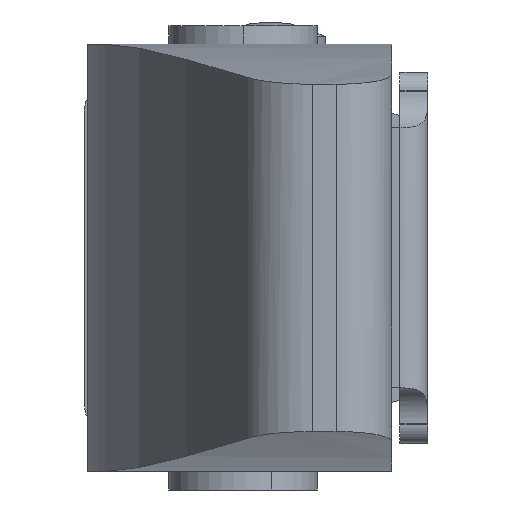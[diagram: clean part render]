
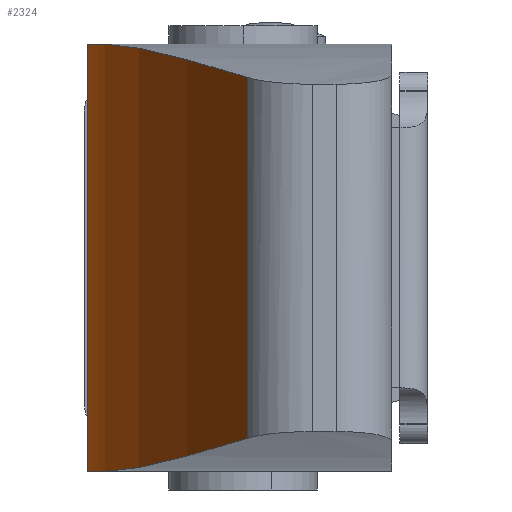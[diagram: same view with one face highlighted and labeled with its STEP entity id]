
A CAD part, left-side view. The second image highlights one B-rep face of the part: STEP entity #2324.
In plain terms, the highlighted cylindrical face has radius 75 mm (diameter 150 mm), a partial arc.
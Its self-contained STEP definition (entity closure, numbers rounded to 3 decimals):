
#150 = LINE ( 'NONE', #6226, #1964 ) ;
#244 = DIRECTION ( 'NONE',  ( 0., 0., -1. ) ) ;
#246 = CIRCLE ( 'NONE', #7026, 75. ) ;
#411 = CARTESIAN_POINT ( 'NONE',  ( -1.584, 46.049, -10.279 ) ) ;
#477 = VERTEX_POINT ( 'NONE', #3680 ) ;
#479 = CARTESIAN_POINT ( 'NONE',  ( -7.418, 27.955, -11.5 ) ) ;
#513 = CARTESIAN_POINT ( 'NONE',  ( -3.124, 42.588, 10.724 ) ) ;
#880 = DIRECTION ( 'NONE',  ( 1., 0., 0. ) ) ;
#882 = DIRECTION ( 'NONE',  ( 0., 0., 1. ) ) ;
#947 = EDGE_LOOP ( 'NONE', ( #4938, #4871, #2894, #3205, #4908, #8250 ) ) ;
#1025 = EDGE_CURVE ( 'NONE', #1498, #477, #246, .T. ) ;
#1183 = CARTESIAN_POINT ( 'NONE',  ( -8.4, 21.2, 11.5 ) ) ;
#1249 = CARTESIAN_POINT ( 'NONE',  ( 0.223, 49.399, 11.5 ) ) ;
#1332 = B_SPLINE_CURVE_WITH_KNOTS ( 'NONE', 3,
 ( #9320, #411, #8719, #8770, #8624, #9508 ),
 .UNSPECIFIED., .F., .F.,
 ( 4, 2, 4 ),
 ( 0.002, 0.014, 0.025 ),
 .UNSPECIFIED. ) ;
#1498 = VERTEX_POINT ( 'NONE', #479 ) ;
#1725 = AXIS2_PLACEMENT_3D ( 'NONE', #8545, #1804, #880 ) ;
#1781 = CYLINDRICAL_SURFACE ( 'NONE', #3632, 75. ) ;
#1804 = DIRECTION ( 'NONE',  ( 0., 0., 1. ) ) ;
#1964 = VECTOR ( 'NONE', #244, 1000. ) ;
#2324 = ADVANCED_FACE ( 'NONE', ( #3974 ), #1781, .T. ) ;
#2465 = DIRECTION ( 'NONE',  ( 1., 0., 0. ) ) ;
#2694 = CARTESIAN_POINT ( 'NONE',  ( -1.584, 46.049, 10.279 ) ) ;
#2894 = ORIENTED_EDGE ( 'NONE', *, *, #8104, .T. ) ;
#2897 = VERTEX_POINT ( 'NONE', #5874 ) ;
#3205 = ORIENTED_EDGE ( 'NONE', *, *, #1025, .T. ) ;
#3632 = AXIS2_PLACEMENT_3D ( 'NONE', #7719, #6968, #7267 ) ;
#3680 = CARTESIAN_POINT ( 'NONE',  ( -8.4, 21.2, -11.5 ) ) ;
#3854 = CARTESIAN_POINT ( 'NONE',  ( 66.234, 13.796, -11.5 ) ) ;
#3974 = FACE_OUTER_BOUND ( 'NONE', #947, .T. ) ;
#4138 = CARTESIAN_POINT ( 'NONE',  ( -7.418, 27.955, 11.5 ) ) ;
#4871 = ORIENTED_EDGE ( 'NONE', *, *, #9213, .T. ) ;
#4908 = ORIENTED_EDGE ( 'NONE', *, *, #4919, .F. ) ;
#4919 = EDGE_CURVE ( 'NONE', #5011, #477, #150, .T. ) ;
#4927 = CARTESIAN_POINT ( 'NONE',  ( -6.686, 31.759, 11.5 ) ) ;
#4938 = ORIENTED_EDGE ( 'NONE', *, *, #7759, .T. ) ;
#5011 = VERTEX_POINT ( 'NONE', #1183 ) ;
#5305 = VERTEX_POINT ( 'NONE', #6788 ) ;
#5648 = LINE ( 'NONE', #1249, #9551 ) ;
#5712 = CARTESIAN_POINT ( 'NONE',  ( 0.223, 49.399, 9.719 ) ) ;
#5874 = CARTESIAN_POINT ( 'NONE',  ( -7.418, 27.955, 11.5 ) ) ;
#6095 = VERTEX_POINT ( 'NONE', #8737 ) ;
#6226 = CARTESIAN_POINT ( 'NONE',  ( -8.4, 21.2, 11.5 ) ) ;
#6788 = CARTESIAN_POINT ( 'NONE',  ( 0.223, 49.399, -9.719 ) ) ;
#6968 = DIRECTION ( 'NONE',  ( 0., 0., -1. ) ) ;
#7026 = AXIS2_PLACEMENT_3D ( 'NONE', #3854, #882, #2465 ) ;
#7267 = DIRECTION ( 'NONE',  ( -1., 0., 0. ) ) ;
#7563 = EDGE_CURVE ( 'NONE', #2897, #5011, #8377, .T. ) ;
#7719 = CARTESIAN_POINT ( 'NONE',  ( 66.234, 13.796, 11.5 ) ) ;
#7759 = EDGE_CURVE ( 'NONE', #2897, #6095, #8757, .T. ) ;
#7922 = DIRECTION ( 'NONE',  ( 0., 0., -1. ) ) ;
#7934 = CARTESIAN_POINT ( 'NONE',  ( -5.675, 35.443, 11.334 ) ) ;
#8104 = EDGE_CURVE ( 'NONE', #5305, #1498, #1332, .T. ) ;
#8250 = ORIENTED_EDGE ( 'NONE', *, *, #7563, .F. ) ;
#8377 = CIRCLE ( 'NONE', #1725, 75. ) ;
#8545 = CARTESIAN_POINT ( 'NONE',  ( 66.234, 13.796, 11.5 ) ) ;
#8624 = CARTESIAN_POINT ( 'NONE',  ( -6.686, 31.759, -11.5 ) ) ;
#8719 = CARTESIAN_POINT ( 'NONE',  ( -3.124, 42.588, -10.724 ) ) ;
#8737 = CARTESIAN_POINT ( 'NONE',  ( 0.223, 49.399, 9.719 ) ) ;
#8757 = B_SPLINE_CURVE_WITH_KNOTS ( 'NONE', 3,
 ( #4138, #4927, #7934, #513, #2694, #5712 ),
 .UNSPECIFIED., .F., .F.,
 ( 4, 2, 4 ),
 ( 0., 0.011, 0.023 ),
 .UNSPECIFIED. ) ;
#8770 = CARTESIAN_POINT ( 'NONE',  ( -5.675, 35.443, -11.334 ) ) ;
#9213 = EDGE_CURVE ( 'NONE', #6095, #5305, #5648, .T. ) ;
#9320 = CARTESIAN_POINT ( 'NONE',  ( 0.223, 49.399, -9.719 ) ) ;
#9508 = CARTESIAN_POINT ( 'NONE',  ( -7.418, 27.955, -11.5 ) ) ;
#9551 = VECTOR ( 'NONE', #7922, 1000. ) ;
